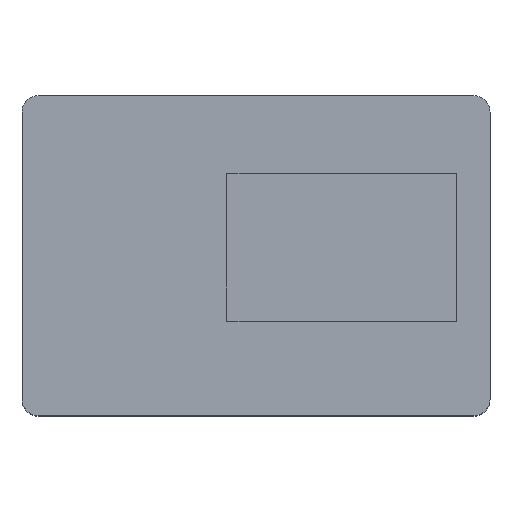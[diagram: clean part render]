
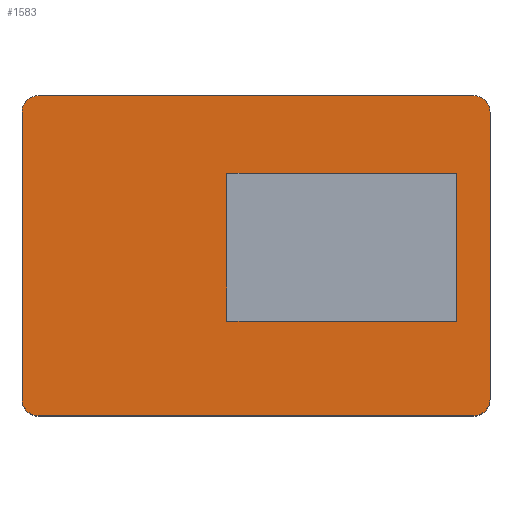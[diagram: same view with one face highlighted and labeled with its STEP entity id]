
A CAD part, top view. The second image highlights one B-rep face of the part: STEP entity #1583.
In plain terms, the highlighted planar face has unit normal (0, 0, 1).
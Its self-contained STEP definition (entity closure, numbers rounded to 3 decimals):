
#34=FACE_BOUND('',#273,.T.);
#99=PLANE('',#1730);
#182=FACE_OUTER_BOUND('',#272,.T.);
#272=EDGE_LOOP('',(#1452,#1453,#1454,#1455,#1456,#1457,#1458,#1459));
#273=EDGE_LOOP('',(#1460,#1461,#1462,#1463));
#305=CIRCLE('',#1716,2.);
#307=CIRCLE('',#1720,2.);
#309=CIRCLE('',#1724,2.);
#311=CIRCLE('',#1728,2.);
#380=LINE('',#2351,#564);
#383=LINE('',#2357,#567);
#386=LINE('',#2363,#570);
#389=LINE('',#2367,#573);
#483=LINE('',#2579,#667);
#487=LINE('',#2591,#671);
#491=LINE('',#2603,#675);
#495=LINE('',#2613,#679);
#564=VECTOR('',#1916,10.);
#567=VECTOR('',#1921,10.);
#570=VECTOR('',#1926,10.);
#573=VECTOR('',#1931,10.);
#667=VECTOR('',#2121,10.);
#671=VECTOR('',#2133,10.);
#675=VECTOR('',#2145,10.);
#679=VECTOR('',#2157,10.);
#738=VERTEX_POINT('',#2348);
#739=VERTEX_POINT('',#2350);
#741=VERTEX_POINT('',#2356);
#743=VERTEX_POINT('',#2362);
#810=VERTEX_POINT('',#2570);
#811=VERTEX_POINT('',#2572);
#813=VERTEX_POINT('',#2578);
#815=VERTEX_POINT('',#2584);
#817=VERTEX_POINT('',#2590);
#819=VERTEX_POINT('',#2596);
#821=VERTEX_POINT('',#2602);
#823=VERTEX_POINT('',#2608);
#912=EDGE_CURVE('',#739,#738,#380,.T.);
#915=EDGE_CURVE('',#741,#739,#383,.T.);
#918=EDGE_CURVE('',#743,#741,#386,.T.);
#921=EDGE_CURVE('',#738,#743,#389,.T.);
#1022=EDGE_CURVE('',#811,#810,#305,.T.);
#1025=EDGE_CURVE('',#813,#811,#483,.T.);
#1028=EDGE_CURVE('',#815,#813,#307,.T.);
#1031=EDGE_CURVE('',#817,#815,#487,.T.);
#1034=EDGE_CURVE('',#819,#817,#309,.T.);
#1037=EDGE_CURVE('',#821,#819,#491,.T.);
#1040=EDGE_CURVE('',#823,#821,#311,.T.);
#1043=EDGE_CURVE('',#810,#823,#495,.T.);
#1452=ORIENTED_EDGE('',*,*,#1043,.T.);
#1453=ORIENTED_EDGE('',*,*,#1040,.T.);
#1454=ORIENTED_EDGE('',*,*,#1037,.T.);
#1455=ORIENTED_EDGE('',*,*,#1034,.T.);
#1456=ORIENTED_EDGE('',*,*,#1031,.T.);
#1457=ORIENTED_EDGE('',*,*,#1028,.T.);
#1458=ORIENTED_EDGE('',*,*,#1025,.T.);
#1459=ORIENTED_EDGE('',*,*,#1022,.T.);
#1460=ORIENTED_EDGE('',*,*,#918,.T.);
#1461=ORIENTED_EDGE('',*,*,#915,.T.);
#1462=ORIENTED_EDGE('',*,*,#912,.T.);
#1463=ORIENTED_EDGE('',*,*,#921,.T.);
#1583=ADVANCED_FACE('',(#182,#34),#99,.T.);
#1716=AXIS2_PLACEMENT_3D('',#2573,#2115,#2116);
#1720=AXIS2_PLACEMENT_3D('',#2585,#2127,#2128);
#1724=AXIS2_PLACEMENT_3D('',#2597,#2139,#2140);
#1728=AXIS2_PLACEMENT_3D('',#2609,#2151,#2152);
#1730=AXIS2_PLACEMENT_3D('',#2614,#2158,#2159);
#1916=DIRECTION('',(0.,1.,0.));
#1921=DIRECTION('',(-1.,0.,0.));
#1926=DIRECTION('',(0.,-1.,0.));
#1931=DIRECTION('',(1.,0.,0.));
#2115=DIRECTION('center_axis',(0.,0.,1.));
#2116=DIRECTION('ref_axis',(1.,0.,0.));
#2121=DIRECTION('',(0.,1.,0.));
#2127=DIRECTION('center_axis',(0.,0.,1.));
#2128=DIRECTION('ref_axis',(0.,-1.,0.));
#2133=DIRECTION('',(1.,0.,0.));
#2139=DIRECTION('center_axis',(0.,0.,1.));
#2140=DIRECTION('ref_axis',(-1.,0.,0.));
#2145=DIRECTION('',(0.,-1.,0.));
#2151=DIRECTION('center_axis',(0.,0.,1.));
#2152=DIRECTION('ref_axis',(0.,1.,0.));
#2157=DIRECTION('',(-1.,0.,0.));
#2158=DIRECTION('center_axis',(0.,0.,1.));
#2159=DIRECTION('ref_axis',(-1.,0.,0.));
#2348=CARTESIAN_POINT('',(24.962,29.541,24.));
#2350=CARTESIAN_POINT('',(24.962,11.541,24.));
#2351=CARTESIAN_POINT('',(24.962,15.52,24.));
#2356=CARTESIAN_POINT('',(52.962,11.541,24.));
#2357=CARTESIAN_POINT('',(40.731,11.541,24.));
#2362=CARTESIAN_POINT('',(52.962,29.541,24.));
#2363=CARTESIAN_POINT('',(52.962,24.52,24.));
#2367=CARTESIAN_POINT('',(26.731,29.541,24.));
#2570=CARTESIAN_POINT('',(55.,39.,24.));
#2572=CARTESIAN_POINT('',(57.,37.,24.));
#2573=CARTESIAN_POINT('Origin',(55.,37.,24.));
#2578=CARTESIAN_POINT('',(57.,2.,24.));
#2579=CARTESIAN_POINT('',(57.,2.,24.));
#2584=CARTESIAN_POINT('',(55.,0.,24.));
#2585=CARTESIAN_POINT('Origin',(55.,2.,24.));
#2590=CARTESIAN_POINT('',(2.,0.,24.));
#2591=CARTESIAN_POINT('',(2.,0.,24.));
#2596=CARTESIAN_POINT('',(0.,2.,24.));
#2597=CARTESIAN_POINT('Origin',(2.,2.,24.));
#2602=CARTESIAN_POINT('',(0.,37.,24.));
#2603=CARTESIAN_POINT('',(0.,37.,24.));
#2608=CARTESIAN_POINT('',(2.,39.,24.));
#2609=CARTESIAN_POINT('Origin',(2.,37.,24.));
#2613=CARTESIAN_POINT('',(55.,39.,24.));
#2614=CARTESIAN_POINT('Origin',(28.5,19.5,24.));
